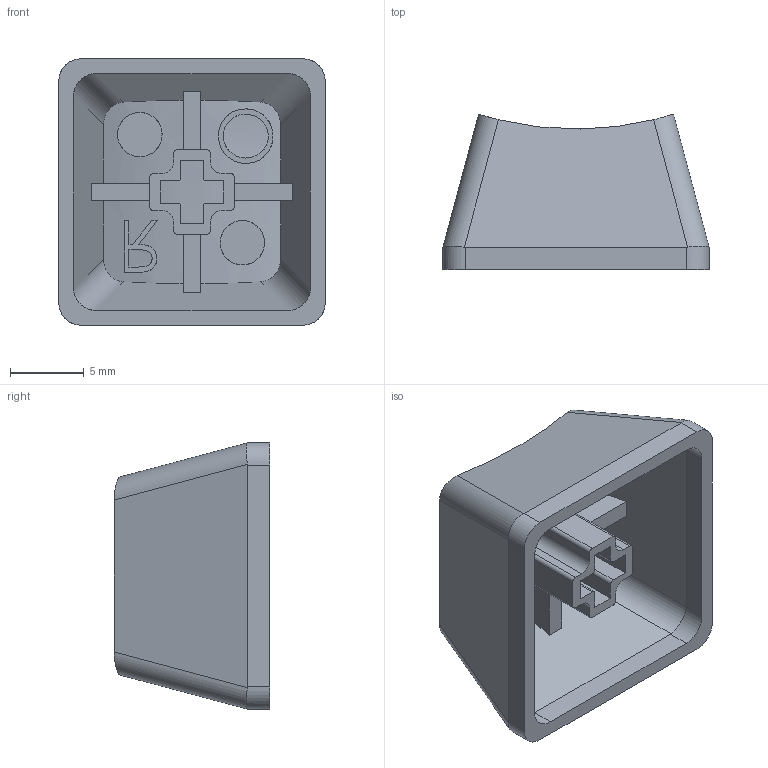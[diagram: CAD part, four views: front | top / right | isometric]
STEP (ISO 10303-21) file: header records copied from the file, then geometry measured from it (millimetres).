
FILE_DESCRIPTION (( 'STEP AP214' ), '1' );
FILE_NAME ('MX_ぱ籵瑩.STEP', '2020-03-12T06:15:18', ( '' ), ( '' ), 'SwSTEP 2.0', 'SolidWorks 2019', '' );
FILE_SCHEMA (( 'AUTOMOTIVE_DESIGN' ));
Length unit declared in the file: millimetre
Products named in the file (1): MX_ぱ籵瑩
Bounding box: 18 x 10.5 x 18 mm (x, y, z)
Volume: 916.6 mm3; surface area: 1857.3 mm2
Topology: 1 solids, 1 shells, 126 faces, 348 edges, 232 vertices
Faces by surface type: plane 69, cylinder 44, bspline 13
Entity records: 5504 total; most frequent: CARTESIAN_POINT 2066, ORIENTED_EDGE 696, DIRECTION 540, EDGE_CURVE 348, VERTEX_POINT 232, LINE 210, VECTOR 210, AXIS2_PLACEMENT_3D 165
